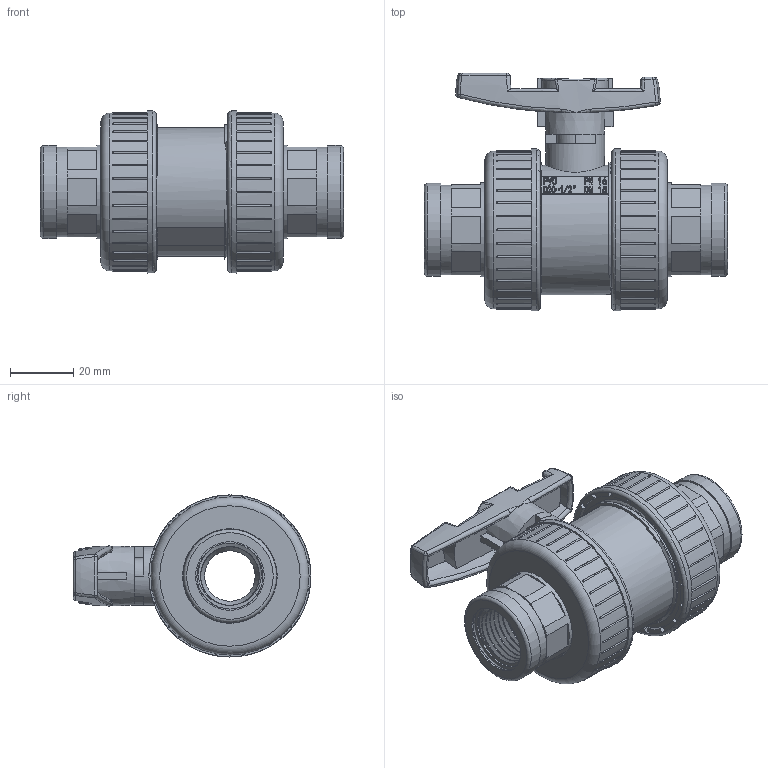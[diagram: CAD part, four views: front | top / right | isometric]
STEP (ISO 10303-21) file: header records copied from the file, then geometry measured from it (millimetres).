
FILE_DESCRIPTION(/* description */ (''),/* implementation_level */ '2;1');
FILE_NAME(/* name */ '20.stp',/* time_stamp */ '2025-12-30T08:08:28+08:00',/* author */ (''),/* organization */ (''),/* preprocessor_version */ 'ST-DEVELOPER v16.7',/* originating_system */ 'SIEMENS PLM Software NX 12.0',/* authorisation */ '');
FILE_SCHEMA (('AUTOMOTIVE_DESIGN { 1 0 10303 214 3 1 1 1 }'));
Products named in the file (1): Admi045C429322ot
Bounding box: 96.11 x 75.44 x 51.39 mm (x, y, z)
Volume: 71724.9 mm3; surface area: 67686.1 mm2
Topology: 16 solids, 18 shells, 1139 faces, 3137 edges, 2026 vertices
Faces by surface type: plane 569, cylinder 229, extrusion 116, sphere 85, bspline 68, torus 63, cone 9
Full cylindrical faces by diameter (mm): 1.147 x1, 1.53 x1, 9.293 x4, 11.48 x3, 12.027 x1, 12.573 x2, 13.667 x1, 16 x2, 18.6 x2, 18.661 x1, 20.773 x1, 20.955 x16, 21.32 x2, 21.8 x2, 21.867 x2, 24 x2, 24.709 x3, 25.147 x1, 25.693 x3, 27.661 x3, 27.88 x1, 28.5 x4, 29.5 x2, 29.8 x2, 30 x2, 30.34 x1, 30.69 x3, 32.472 x3, 33.62 x1, 35.533 x1
Entity records: 49066 total; most frequent: CARTESIAN_POINT 22734, ORIENTED_EDGE 5566, DIRECTION 4929, EDGE_CURVE 2783, VERTEX_POINT 1883, AXIS2_PLACEMENT_3D 1752, VECTOR 1425, EDGE_LOOP 1348
